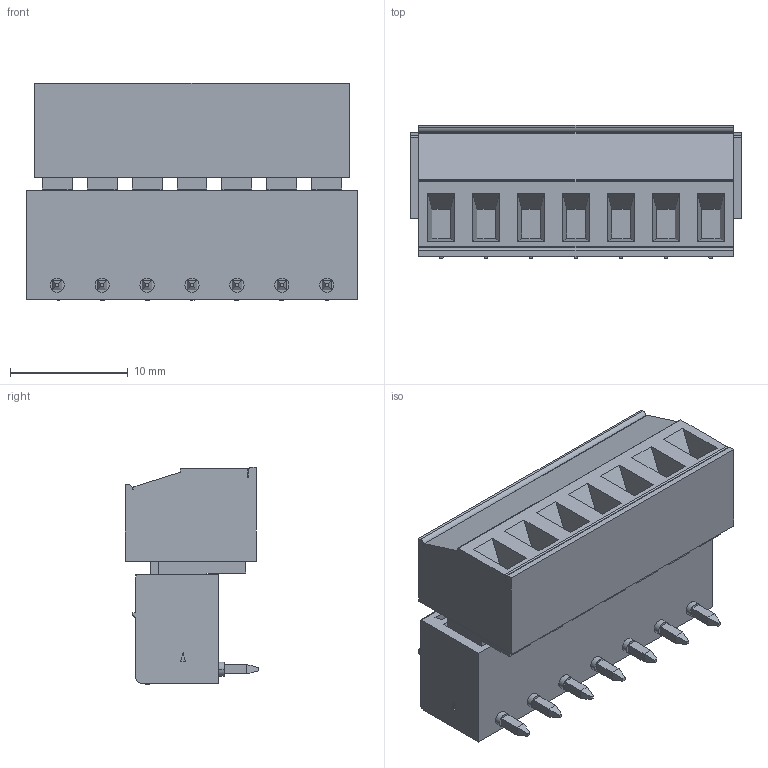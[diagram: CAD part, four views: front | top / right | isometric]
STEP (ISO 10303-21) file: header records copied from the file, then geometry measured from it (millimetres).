
FILE_DESCRIPTION (( 'STEP AP214' ), '1' );
FILE_NAME ('User Library-KEFA 3.81mm_7pin_RA.STEP', '2020-02-07T12:48:53', ( '' ), ( '' ), 'SwSTEP 2.0', 'SolidWorks 2019', '' );
FILE_SCHEMA (( 'AUTOMOTIVE_DESIGN' ));
Length unit declared in the file: millimetre
Products named in the file (1): User Library-KEFA 3.81mm_7pin_RA
Bounding box: 28.06 x 11.28 x 18.4 mm (x, y, z)
Volume: 3482.5 mm3; surface area: 5119.6 mm2
Topology: 2 solids, 2 shells, 812 faces, 2030 edges, 1316 vertices
Faces by surface type: plane 652, cylinder 146, cone 7, sphere 7
Entity records: 32707 total; most frequent: CARTESIAN_POINT 4166, ORIENTED_EDGE 4018, DIRECTION 3962, EDGE_CURVE 2009, VECTOR 1654, LINE 1654, VERTEX_POINT 1302, AXIS2_PLACEMENT_3D 1154
